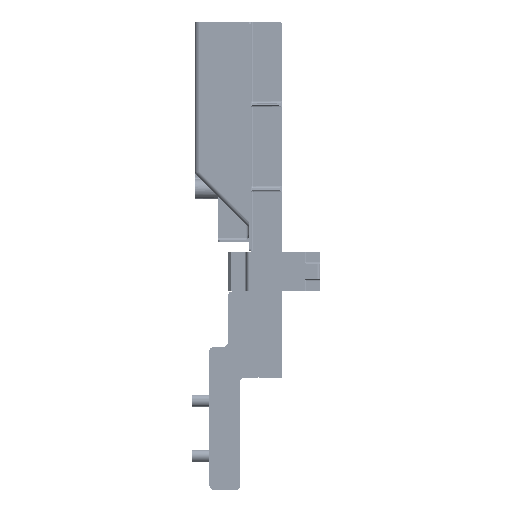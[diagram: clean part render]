
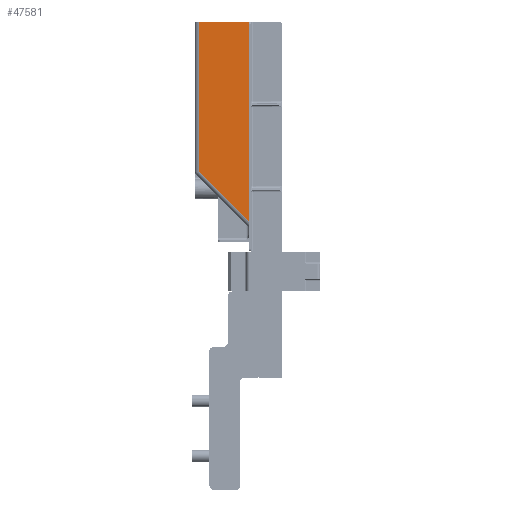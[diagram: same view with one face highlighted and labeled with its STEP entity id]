
A CAD part, left-side view. The second image highlights one B-rep face of the part: STEP entity #47581.
In plain terms, the highlighted planar face has unit normal (-1, 0, 0).
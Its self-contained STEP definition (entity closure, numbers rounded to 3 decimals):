
#47568=AXIS2_PLACEMENT_3D('Plane Axis2P3D',#47565,#47566,#47567) ;
#46780=CARTESIAN_POINT('Vertex',(-305.347,-343.5,510.)) ;
#46783=CARTESIAN_POINT('Line Origine',(-305.347,-359.5,510.)) ;
#46787=CARTESIAN_POINT('Vertex',(-305.347,-375.5,510.)) ;
#46871=CARTESIAN_POINT('Vertex',(-305.347,-343.5,412.743)) ;
#46874=CARTESIAN_POINT('Line Origine',(-305.347,-343.5,435.5)) ;
#47084=CARTESIAN_POINT('Vertex',(-305.347,-375.5,380.743)) ;
#47087=CARTESIAN_POINT('Line Origine',(-305.347,-368.75,387.493)) ;
#47565=CARTESIAN_POINT('Axis2P3D Location',(-305.347,-375.5,366.5)) ;
#47570=CARTESIAN_POINT('Line Origine',(-305.347,-375.5,445.371)) ;
#46784=DIRECTION('Vector Direction',(0.,1.,0.)) ;
#46875=DIRECTION('Vector Direction',(0.,0.,1.)) ;
#47088=DIRECTION('Vector Direction',(0.,0.707,0.707)) ;
#47566=DIRECTION('Axis2P3D Direction',(-1.,0.,0.)) ;
#47567=DIRECTION('Axis2P3D XDirection',(0.,-1.,0.)) ;
#47571=DIRECTION('Vector Direction',(0.,0.,1.)) ;
#46785=VECTOR('Line Direction',#46784,1.) ;
#46876=VECTOR('Line Direction',#46875,1.) ;
#47089=VECTOR('Line Direction',#47088,1.) ;
#47572=VECTOR('Line Direction',#47571,1.) ;
#47576=ORIENTED_EDGE('',*,*,#46789,.T.) ;
#47577=ORIENTED_EDGE('',*,*,#46878,.F.) ;
#47578=ORIENTED_EDGE('',*,*,#47091,.T.) ;
#47579=ORIENTED_EDGE('',*,*,#47574,.T.) ;
#47581=ADVANCED_FACE('RB4994002_1PA_001_03_FRONT_TERM_PROTECTION_E4.2-E6.2.1\\PartBody',(#47580),#47569,.T.) ;
#46789=EDGE_CURVE('',#46788,#46781,#46786,.T.) ;
#46878=EDGE_CURVE('',#46872,#46781,#46877,.T.) ;
#47091=EDGE_CURVE('',#46872,#47085,#47090,.F.) ;
#47574=EDGE_CURVE('',#47085,#46788,#47573,.T.) ;
#47575=EDGE_LOOP('',(#47576,#47577,#47578,#47579)) ;
#47580=FACE_OUTER_BOUND('',#47575,.T.) ;
#46786=LINE('Line',#46783,#46785) ;
#46877=LINE('Line',#46874,#46876) ;
#47090=LINE('Line',#47087,#47089) ;
#47573=LINE('Line',#47570,#47572) ;
#47569=PLANE('',#47568) ;
#46781=VERTEX_POINT('',#46780) ;
#46788=VERTEX_POINT('',#46787) ;
#46872=VERTEX_POINT('',#46871) ;
#47085=VERTEX_POINT('',#47084) ;
